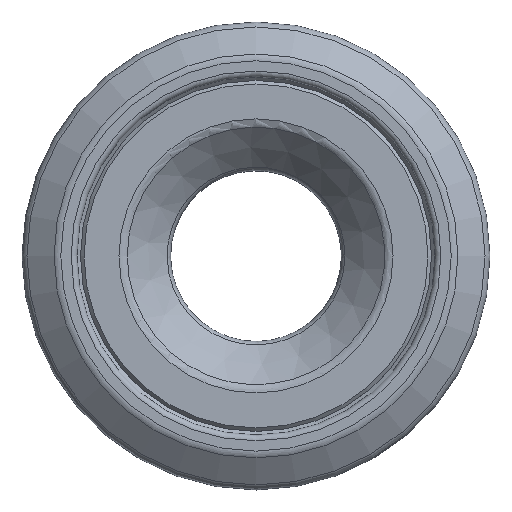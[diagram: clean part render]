
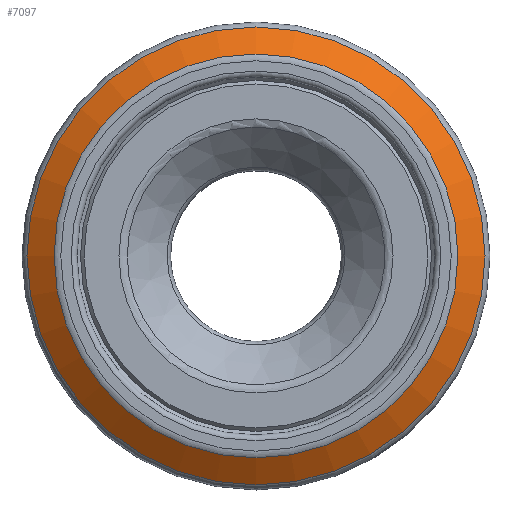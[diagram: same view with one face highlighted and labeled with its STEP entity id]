
A CAD part, top view. The second image highlights one B-rep face of the part: STEP entity #7097.
In plain terms, the highlighted conical face has half-angle 55 degrees and reference radius 18.5 mm.
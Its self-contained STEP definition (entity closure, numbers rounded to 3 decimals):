
#355=CONICAL_SURFACE('',#8191,18.5,0.96);
#818=FACE_OUTER_BOUND('',#1315,.T.);
#1315=EDGE_LOOP('',(#6310,#6311,#6312,#6313,#6314));
#2019=CIRCLE('',#8189,19.574);
#2021=CIRCLE('',#8192,17.258);
#2022=CIRCLE('',#8193,17.258);
#2418=LINE('',#17521,#2616);
#2616=VECTOR('',#10498,18.5);
#3179=VERTEX_POINT('',#17516);
#3180=VERTEX_POINT('',#17520);
#3181=VERTEX_POINT('',#17522);
#4229=EDGE_CURVE('',#3179,#3179,#2019,.T.);
#4231=EDGE_CURVE('',#3179,#3180,#2418,.T.);
#4232=EDGE_CURVE('',#3181,#3180,#2021,.T.);
#4233=EDGE_CURVE('',#3180,#3181,#2022,.T.);
#6310=ORIENTED_EDGE('',*,*,#4229,.F.);
#6311=ORIENTED_EDGE('',*,*,#4231,.T.);
#6312=ORIENTED_EDGE('',*,*,#4232,.F.);
#6313=ORIENTED_EDGE('',*,*,#4233,.F.);
#6314=ORIENTED_EDGE('',*,*,#4231,.F.);
#7097=ADVANCED_FACE('',(#818),#355,.T.);
#8189=AXIS2_PLACEMENT_3D('',#17517,#10492,#10493);
#8191=AXIS2_PLACEMENT_3D('',#17519,#10496,#10497);
#8192=AXIS2_PLACEMENT_3D('',#17523,#10499,#10500);
#8193=AXIS2_PLACEMENT_3D('',#17524,#10501,#10502);
#10492=DIRECTION('center_axis',(0.,0.,-1.));
#10493=DIRECTION('ref_axis',(1.,0.,0.));
#10496=DIRECTION('center_axis',(0.,0.,-1.));
#10497=DIRECTION('ref_axis',(1.,0.,0.));
#10498=DIRECTION('',(0.819,0.,0.574));
#10499=DIRECTION('center_axis',(0.,0.,1.));
#10500=DIRECTION('ref_axis',(1.,0.,0.));
#10501=DIRECTION('center_axis',(0.,0.,1.));
#10502=DIRECTION('ref_axis',(1.,0.,0.));
#17516=CARTESIAN_POINT('',(-19.574,0.,16.998));
#17517=CARTESIAN_POINT('Origin',(0.,0.,16.998));
#17519=CARTESIAN_POINT('Origin',(0.,0.,17.75));
#17520=CARTESIAN_POINT('',(-17.258,0.,18.619));
#17521=CARTESIAN_POINT('',(-18.5,0.,17.75));
#17522=CARTESIAN_POINT('',(17.258,0.,18.619));
#17523=CARTESIAN_POINT('Origin',(0.,0.,18.619));
#17524=CARTESIAN_POINT('Origin',(0.,0.,18.619));
